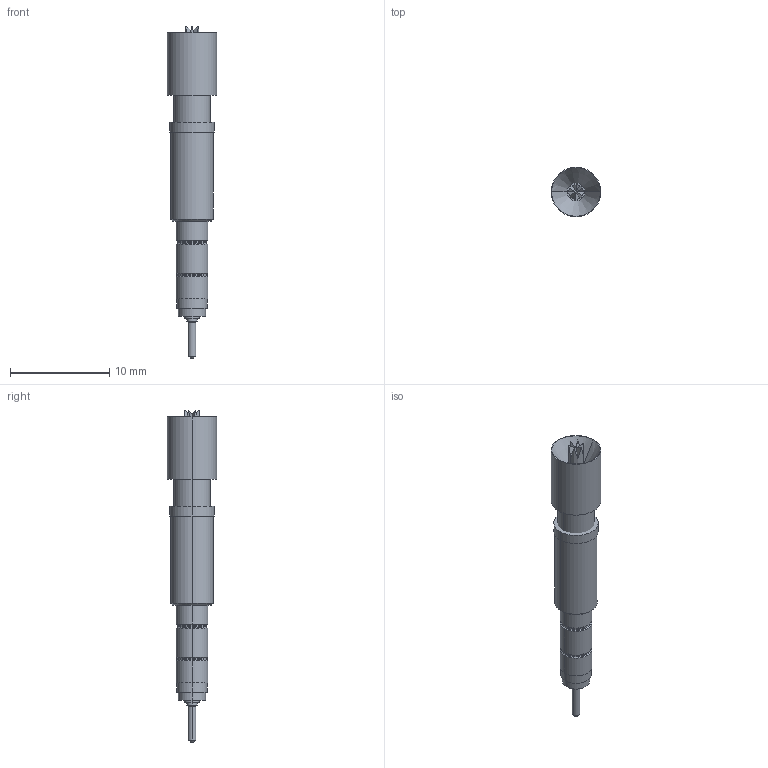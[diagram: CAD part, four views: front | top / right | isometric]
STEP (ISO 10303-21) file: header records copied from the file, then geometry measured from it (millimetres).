
FILE_DESCRIPTION (( 'STEP AP203' ), '1' );
FILE_NAME ('MOD-F82241S0009LxxxS2.step', '2015-07-09T11:39:46', ( 'firstrun' ), ( 'Hewlett-Packard Company' ), 'SwSTEP 2.0', 'SolidWorks 2012', '' );
FILE_SCHEMA (( 'CONFIG_CONTROL_DESIGN' ));
Length unit declared in the file: millimetre
Products named in the file (1): MOD-F82241S0009LxxxS2
Bounding box: 5 x 5 x 33.5 mm (x, y, z)
Volume: 454.4 mm3; surface area: 690.8 mm2
Topology: 3 solids, 3 shells, 270 faces, 675 edges, 427 vertices
Faces by surface type: plane 90, cylinder 76, bspline 62, cone 26, torus 16
Entity records: 10561 total; most frequent: CARTESIAN_POINT 4518, ORIENTED_EDGE 1350, DIRECTION 1082, EDGE_CURVE 675, AXIS2_PLACEMENT_3D 433, VERTEX_POINT 427, EDGE_LOOP 286, FACE_OUTER_BOUND 270
